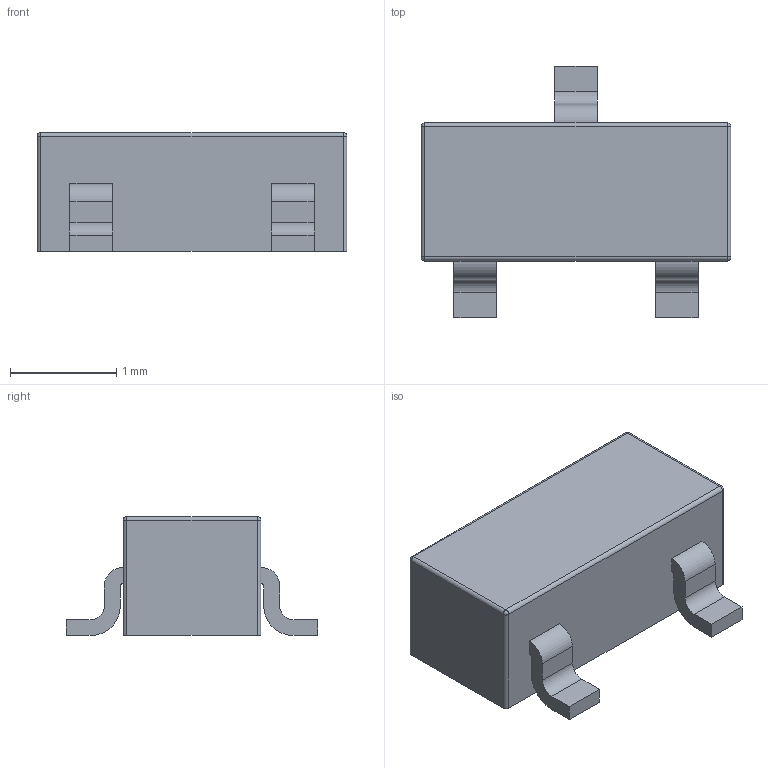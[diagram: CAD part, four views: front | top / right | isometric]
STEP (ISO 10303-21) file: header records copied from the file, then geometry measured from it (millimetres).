
FILE_DESCRIPTION (( 'STEP AP203' ), '1' );
FILE_NAME ( 'SOT23-LQ.STEP', '2023-09-27T16:47:35', ( '' ), ( '' ), '', '©2017-2022 PCBL', '' );
FILE_SCHEMA (( 'AUTOMOTIVE_DESIGN' ));
Length unit declared in the file: millimetre
Products named in the file (1): SOT23-LQ
Bounding box: 2.92 x 2.37 x 1.12 mm (x, y, z)
Volume: 4.4 mm3; surface area: 20.2 mm2
Topology: 4 solids, 4 shells, 60 faces, 148 edges, 92 vertices
Faces by surface type: plane 36, cylinder 20, sphere 4
Entity records: 1793 total; most frequent: DIRECTION 306, CARTESIAN_POINT 297, ORIENTED_EDGE 288, EDGE_CURVE 144, VECTOR 104, LINE 104, AXIS2_PLACEMENT_3D 101, VERTEX_POINT 92
